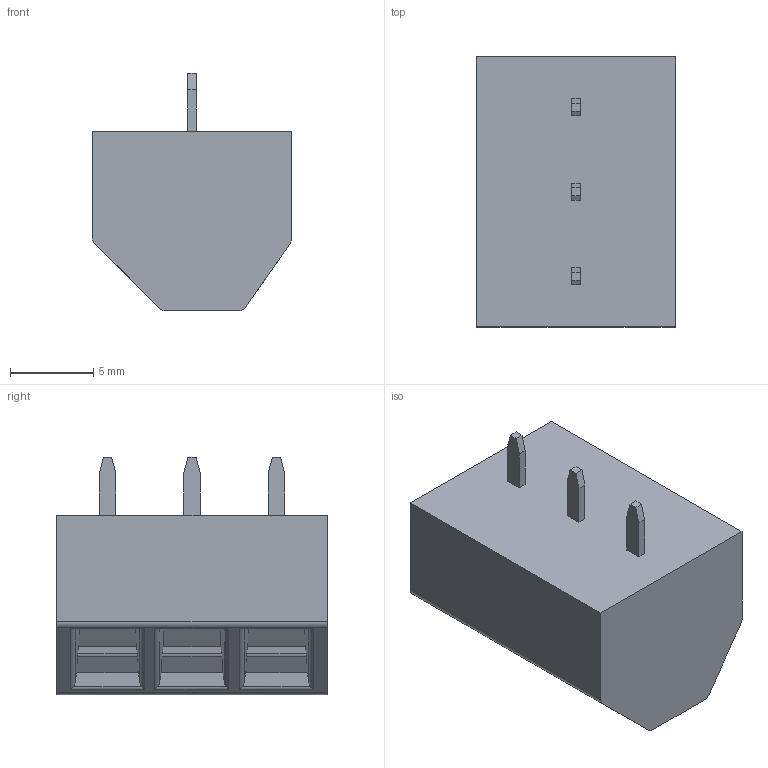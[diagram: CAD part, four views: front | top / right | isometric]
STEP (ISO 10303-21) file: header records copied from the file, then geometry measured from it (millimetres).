
FILE_DESCRIPTION((''),'2;1');
FILE_NAME('PRT0015','2020-06-19T',('Administrator'),(''),'PRO/ENGINEER BY PARAMETRIC TECHNOLOGY CORPORATION, 2014000','PRO/ENGINEER BY PARAMETRIC TECHNOLOGY CORPORATION, 2014000','');
FILE_SCHEMA(('CONFIG_CONTROL_DESIGN'));
Length unit declared in the file: millimetre
Products named in the file (1): PRT0015
Bounding box: 12 x 16.24 x 14.3 mm (x, y, z)
Volume: 1750 mm3; surface area: 1100 mm2
Topology: 1 solids, 1 shells, 130 faces, 378 edges, 262 vertices
Faces by surface type: plane 86, cylinder 38, torus 6
Entity records: 4453 total; most frequent: CARTESIAN_POINT 905, ORIENTED_EDGE 756, DIRECTION 707, EDGE_CURVE 378, VERTEX_POINT 262, VECTOR 247, LINE 247, AXIS2_PLACEMENT_3D 230
